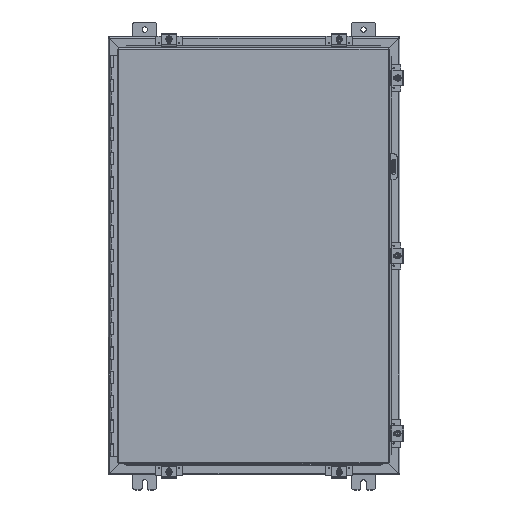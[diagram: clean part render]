
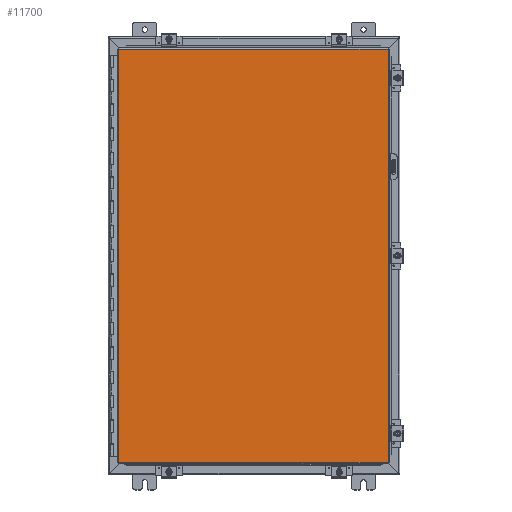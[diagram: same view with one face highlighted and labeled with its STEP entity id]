
A CAD part, top view. The second image highlights one B-rep face of the part: STEP entity #11700.
In plain terms, the highlighted face is planar.
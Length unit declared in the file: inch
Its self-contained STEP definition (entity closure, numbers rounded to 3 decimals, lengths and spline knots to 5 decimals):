
#500 = LINE ( 'NONE', #5520, #19186 ) ;
#1026 = LINE ( 'NONE', #10313, #20870 ) ;
#1283 = VERTEX_POINT ( 'NONE', #23524 ) ;
#1439 = VECTOR ( 'NONE', #31348, 39.37008 ) ;
#5225 = DIRECTION ( 'NONE',  ( 1., 0., 0. ) ) ;
#5520 = CARTESIAN_POINT ( 'NONE',  ( -11.08225, 16.9885, 0. ) ) ;
#5675 = PLANE ( 'NONE',  #36281 ) ;
#6371 = CARTESIAN_POINT ( 'NONE',  ( -11.08225, -16.9885, 0. ) ) ;
#10039 = VERTEX_POINT ( 'NONE', #6371 ) ;
#10091 = DIRECTION ( 'NONE',  ( -1., 0., 0. ) ) ;
#10313 = CARTESIAN_POINT ( 'NONE',  ( 11.08225, -16.9885, 0. ) ) ;
#11700 = ADVANCED_FACE ( 'NONE', ( #36185 ), #5675, .F. ) ;
#12576 = VECTOR ( 'NONE', #24054, 39.37008 ) ;
#12729 = CARTESIAN_POINT ( 'NONE',  ( 0., 0., 0. ) ) ;
#13226 = DIRECTION ( 'NONE',  ( 0., 0., 1. ) ) ;
#13532 = DIRECTION ( 'NONE',  ( 1., 0., 0. ) ) ;
#14390 = VERTEX_POINT ( 'NONE', #28114 ) ;
#17185 = EDGE_LOOP ( 'NONE', ( #35607, #44741, #36589, #17784 ) ) ;
#17784 = ORIENTED_EDGE ( 'NONE', *, *, #40284, .T. ) ;
#19186 = VECTOR ( 'NONE', #5225, 39.37008 ) ;
#19906 = CARTESIAN_POINT ( 'NONE',  ( 11.08225, -16.9885, 0. ) ) ;
#20870 = VECTOR ( 'NONE', #10091, 39.37008 ) ;
#23524 = CARTESIAN_POINT ( 'NONE',  ( -11.08225, 16.9885, 0. ) ) ;
#24054 = DIRECTION ( 'NONE',  ( 0., -1., 0. ) ) ;
#25737 = CARTESIAN_POINT ( 'NONE',  ( 11.08225, 16.9885, 0. ) ) ;
#28114 = CARTESIAN_POINT ( 'NONE',  ( 11.08225, 16.9885, 0. ) ) ;
#31274 = CARTESIAN_POINT ( 'NONE',  ( -11.08225, -16.9885, 0. ) ) ;
#31348 = DIRECTION ( 'NONE',  ( 0., 1., 0. ) ) ;
#32779 = LINE ( 'NONE', #25737, #12576 ) ;
#34215 = VERTEX_POINT ( 'NONE', #19906 ) ;
#35607 = ORIENTED_EDGE ( 'NONE', *, *, #48843, .T. ) ;
#36185 = FACE_OUTER_BOUND ( 'NONE', #17185, .T. ) ;
#36281 = AXIS2_PLACEMENT_3D ( 'NONE', #12729, #13226, #13532 ) ;
#36589 = ORIENTED_EDGE ( 'NONE', *, *, #39817, .T. ) ;
#39817 = EDGE_CURVE ( 'NONE', #14390, #34215, #32779, .T. ) ;
#40284 = EDGE_CURVE ( 'NONE', #34215, #10039, #1026, .T. ) ;
#40447 = LINE ( 'NONE', #31274, #1439 ) ;
#42657 = EDGE_CURVE ( 'NONE', #1283, #14390, #500, .T. ) ;
#44741 = ORIENTED_EDGE ( 'NONE', *, *, #42657, .T. ) ;
#48843 = EDGE_CURVE ( 'NONE', #10039, #1283, #40447, .T. ) ;
